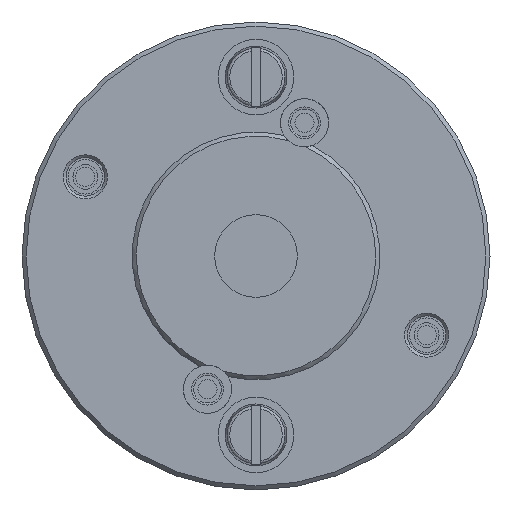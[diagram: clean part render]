
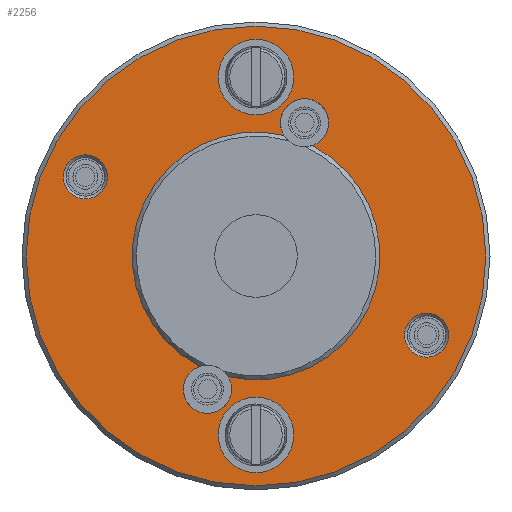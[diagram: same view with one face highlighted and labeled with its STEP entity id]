
A CAD part, left-side view. The second image highlights one B-rep face of the part: STEP entity #2256.
In plain terms, the highlighted planar face has unit normal (-1, 0, 0).
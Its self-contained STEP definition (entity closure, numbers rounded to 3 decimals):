
#12 = DIRECTION ( 'NONE',  ( 0., 0., 1. ) ) ;
#21 = CARTESIAN_POINT ( 'NONE',  ( -8.9, 0., 0. ) ) ;
#25 = CARTESIAN_POINT ( 'NONE',  ( -8.9, 0., 16.7 ) ) ;
#28 = DIRECTION ( 'NONE',  ( -1., 0., 0. ) ) ;
#54 = DIRECTION ( 'NONE',  ( 0., 0., 1. ) ) ;
#66 = VERTEX_POINT ( 'NONE', #25 ) ;
#82 = EDGE_LOOP ( 'NONE', ( #482 ) ) ;
#89 = ORIENTED_EDGE ( 'NONE', *, *, #1108, .F. ) ;
#112 = ORIENTED_EDGE ( 'NONE', *, *, #1804, .F. ) ;
#144 = EDGE_CURVE ( 'Defeature ausgef�hrt1_5+Defeature ausgef�hrt1_2+Defeature ausgef�hrt1_37+Defeature ausgef�hrt1_31', #2244, #1236, #1172, .T. ) ;
#149 = ORIENTED_EDGE ( 'NONE', *, *, #654, .T. ) ;
#162 = CARTESIAN_POINT ( 'NONE',  ( -8.9, 2.028, -8.768 ) ) ;
#191 = CARTESIAN_POINT ( 'NONE',  ( -8.9, 0., -15.75 ) ) ;
#203 = DIRECTION ( 'NONE',  ( -1., 0., 0. ) ) ;
#205 = VERTEX_POINT ( 'NONE', #434 ) ;
#209 = VERTEX_POINT ( 'NONE', #191 ) ;
#215 = DIRECTION ( 'NONE',  ( 0., 0., 1. ) ) ;
#223 = CIRCLE ( 'NONE', #1168, 1.75 ) ;
#254 = AXIS2_PLACEMENT_3D ( 'NONE', #317, #436, #215 ) ;
#265 = CARTESIAN_POINT ( 'NONE',  ( -8.9, 0., 13. ) ) ;
#275 = ORIENTED_EDGE ( 'NONE', *, *, #2425, .F. ) ;
#317 = CARTESIAN_POINT ( 'NONE',  ( -8.9, -12.4, -5.75 ) ) ;
#332 = DIRECTION ( 'NONE',  ( -1., 0., 0. ) ) ;
#349 = CIRCLE ( 'NONE', #527, 16.7 ) ;
#388 = CARTESIAN_POINT ( 'NONE',  ( -8.9, 12.4, 5.75 ) ) ;
#400 = DIRECTION ( 'NONE',  ( 0., 0., 1. ) ) ;
#413 = DIRECTION ( 'NONE',  ( 1., 0., 0. ) ) ;
#434 = CARTESIAN_POINT ( 'NONE',  ( -8.9, -4.083, 8.021 ) ) ;
#436 = DIRECTION ( 'NONE',  ( 1., 0., 0. ) ) ;
#439 = VERTEX_POINT ( 'NONE', #451 ) ;
#451 = CARTESIAN_POINT ( 'NONE',  ( -8.9, 0., 15.75 ) ) ;
#482 = ORIENTED_EDGE ( 'NONE', *, *, #2347, .T. ) ;
#483 = CARTESIAN_POINT ( 'NONE',  ( -8.9, 3.523, -9.679 ) ) ;
#527 = AXIS2_PLACEMENT_3D ( 'NONE', #2407, #332, #790 ) ;
#577 = CARTESIAN_POINT ( 'NONE',  ( -8.9, 0., 0. ) ) ;
#601 = EDGE_CURVE ( 'NONE', #209, #209, #1003, .T. ) ;
#605 = AXIS2_PLACEMENT_3D ( 'NONE', #859, #880, #910 ) ;
#654 = EDGE_CURVE ( 'NONE', #66, #66, #349, .T. ) ;
#710 = FACE_BOUND ( 'NONE', #1640, .T. ) ;
#721 = FACE_BOUND ( 'NONE', #1048, .T. ) ;
#729 = AXIS2_PLACEMENT_3D ( 'NONE', #2197, #2423, #1707 ) ;
#745 = AXIS2_PLACEMENT_3D ( 'NONE', #577, #1463, #1130 ) ;
#780 = EDGE_CURVE ( 'Defeature ausgef�hrt1_31+Defeature ausgef�hrt1_2+Defeature ausgef�hrt1_5+Defeature ausgef�hrt1_4', #1236, #1079, #223, .T. ) ;
#790 = DIRECTION ( 'NONE',  ( 0., 0., 1. ) ) ;
#796 = CARTESIAN_POINT ( 'NONE',  ( -8.9, 0., 0. ) ) ;
#797 = CARTESIAN_POINT ( 'NONE',  ( -8.9, -12.4, -4.15 ) ) ;
#837 = ORIENTED_EDGE ( 'NONE', *, *, #601, .F. ) ;
#838 = DIRECTION ( 'NONE',  ( -1., 0., 0. ) ) ;
#841 = EDGE_LOOP ( 'NONE', ( #1821, #275, #89, #2392 ) ) ;
#859 = CARTESIAN_POINT ( 'NONE',  ( -8.9, -3.523, 9.679 ) ) ;
#880 = DIRECTION ( 'NONE',  ( -1., 0., 0. ) ) ;
#894 = VERTEX_POINT ( 'NONE', #907 ) ;
#907 = CARTESIAN_POINT ( 'NONE',  ( -8.9, 12.4, 7.35 ) ) ;
#910 = DIRECTION ( 'NONE',  ( 0., 0., 1. ) ) ;
#975 = EDGE_CURVE ( 'NONE', #2181, #2181, #1245, .T. ) ;
#1003 = CIRCLE ( 'NONE', #729, 2.75 ) ;
#1039 = EDGE_LOOP ( 'NONE', ( #149 ) ) ;
#1048 = EDGE_LOOP ( 'NONE', ( #837 ) ) ;
#1079 = VERTEX_POINT ( 'NONE', #162 ) ;
#1108 = EDGE_CURVE ( 'Defeature ausgef�hrt1_4+Defeature ausgef�hrt1_2+Defeature ausgef�hrt1_31+Defeature ausgef�hrt1_37', #1079, #205, #2114, .T. ) ;
#1130 = DIRECTION ( 'NONE',  ( 0., 0., 1. ) ) ;
#1145 = FACE_BOUND ( 'NONE', #1395, .T. ) ;
#1168 = AXIS2_PLACEMENT_3D ( 'NONE', #483, #203, #1173 ) ;
#1172 = CIRCLE ( 'NONE', #745, 9. ) ;
#1173 = DIRECTION ( 'NONE',  ( 0., 0., 1. ) ) ;
#1236 = VERTEX_POINT ( 'NONE', #2342 ) ;
#1239 = AXIS2_PLACEMENT_3D ( 'NONE', #796, #838, #2052 ) ;
#1245 = CIRCLE ( 'NONE', #254, 1.6 ) ;
#1395 = EDGE_LOOP ( 'NONE', ( #1555 ) ) ;
#1399 = CIRCLE ( 'NONE', #1458, 2.75 ) ;
#1418 = CIRCLE ( 'NONE', #605, 1.75 ) ;
#1458 = AXIS2_PLACEMENT_3D ( 'NONE', #265, #1462, #54 ) ;
#1462 = DIRECTION ( 'NONE',  ( -1., 0., 0. ) ) ;
#1463 = DIRECTION ( 'NONE',  ( -1., 0., 0. ) ) ;
#1476 = FACE_BOUND ( 'NONE', #841, .T. ) ;
#1484 = CARTESIAN_POINT ( 'NONE',  ( -8.9, -2.028, 8.768 ) ) ;
#1496 = CIRCLE ( 'NONE', #1518, 1.6 ) ;
#1518 = AXIS2_PLACEMENT_3D ( 'NONE', #388, #413, #400 ) ;
#1555 = ORIENTED_EDGE ( 'NONE', *, *, #975, .T. ) ;
#1640 = EDGE_LOOP ( 'NONE', ( #112 ) ) ;
#1704 = FACE_OUTER_BOUND ( 'NONE', #1039, .T. ) ;
#1707 = DIRECTION ( 'NONE',  ( 0., 0., -1. ) ) ;
#1804 = EDGE_CURVE ( 'NONE', #439, #439, #1399, .T. ) ;
#1821 = ORIENTED_EDGE ( 'NONE', *, *, #144, .F. ) ;
#2005 = FACE_BOUND ( 'NONE', #82, .T. ) ;
#2016 = AXIS2_PLACEMENT_3D ( 'NONE', #21, #28, #12 ) ;
#2052 = DIRECTION ( 'NONE',  ( 0., 0., 1. ) ) ;
#2114 = CIRCLE ( 'NONE', #2016, 9. ) ;
#2181 = VERTEX_POINT ( 'NONE', #797 ) ;
#2197 = CARTESIAN_POINT ( 'NONE',  ( -8.9, 0., -13. ) ) ;
#2244 = VERTEX_POINT ( 'NONE', #1484 ) ;
#2256 = ADVANCED_FACE ( 'Defeature ausgef�hrt1_2', ( #1145, #2005, #1476, #1704, #710, #721 ), #2308, .T. ) ;
#2308 = PLANE ( 'NONE',  #1239 ) ;
#2342 = CARTESIAN_POINT ( 'NONE',  ( -8.9, 4.083, -8.021 ) ) ;
#2347 = EDGE_CURVE ( 'NONE', #894, #894, #1496, .T. ) ;
#2392 = ORIENTED_EDGE ( 'NONE', *, *, #780, .F. ) ;
#2407 = CARTESIAN_POINT ( 'NONE',  ( -8.9, 0., 0. ) ) ;
#2423 = DIRECTION ( 'NONE',  ( -1., 0., 0. ) ) ;
#2425 = EDGE_CURVE ( 'Defeature ausgef�hrt1_37+Defeature ausgef�hrt1_2+Defeature ausgef�hrt1_4+Defeature ausgef�hrt1_5', #205, #2244, #1418, .T. ) ;
